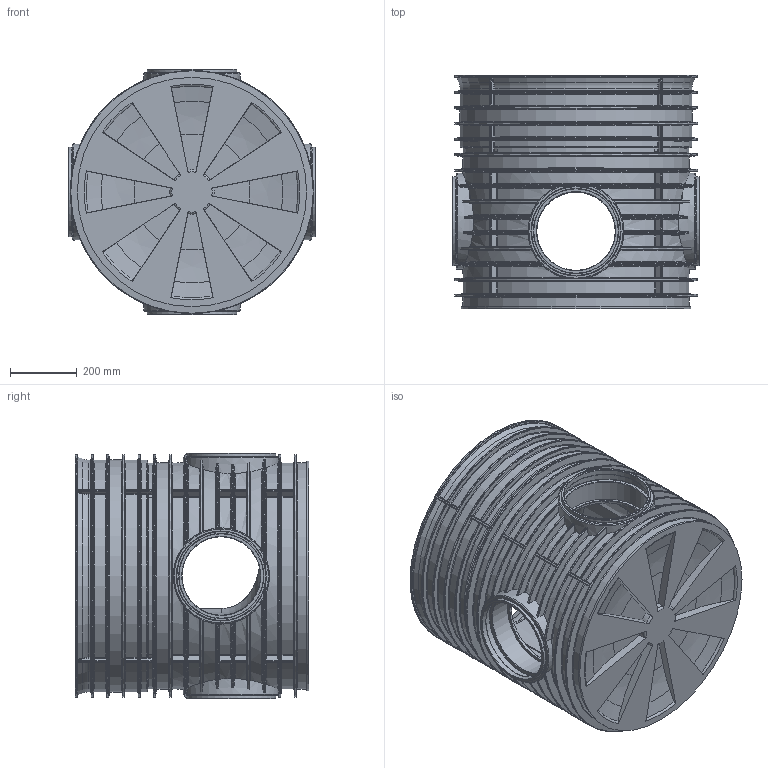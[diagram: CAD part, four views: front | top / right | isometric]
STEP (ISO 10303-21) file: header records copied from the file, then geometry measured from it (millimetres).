
FILE_DESCRIPTION(/* description */ (''),/* implementation_level */ '2;1');
FILE_NAME(/* name */ '661050z.stp',/* time_stamp */ '2025-01-08T10:14:45+01:00',/* author */ ('corinna'),/* organization */ (''),/* preprocessor_version */ 'ST-DEVELOPER v20',/* originating_system */ 'Autodesk Inventor 2024',/* authorisation */ '');
FILE_SCHEMA (('AUTOMOTIVE_DESIGN { 1 0 10303 214 3 1 1 }'));
Length unit declared in the file: millimetre
Products named in the file (3): 661050z; 661050 Schacht DN600 Boden; 661050 Schachtboden DN600 Grundkörper
Assembly tree (2 placements, depth 2):
  661050z
    661050 Schacht DN600 Boden
    661050 Schachtboden DN600 Grundkörper
Bounding box: 742 x 702 x 739 mm (x, y, z)
Volume: 32469169.8 mm3; surface area: 6675043.6 mm2
Topology: 2 solids, 14 shells, 1963 faces, 4953 edges, 2861 vertices
Faces by surface type: bspline 642, torus 375, cylinder 366, plane 222, cone 194, sphere 164
Full cylindrical faces by diameter (mm): 120 x1, 185 x1, 200 x1, 236 x3, 254 x8, 269 x4, 274 x4, 640 x1, 650 x1, 666 x2, 681 x2, 685 x1, 690 x1, 700 x1, 731 x4
Entity records: 82005 total; most frequent: CARTESIAN_POINT 40608, ORIENTED_EDGE 9562, DIRECTION 7383, EDGE_CURVE 4781, AXIS2_PLACEMENT_3D 3348, VERTEX_POINT 2861, B_SPLINE_CURVE_WITH_KNOTS 2022, EDGE_LOOP 2002
